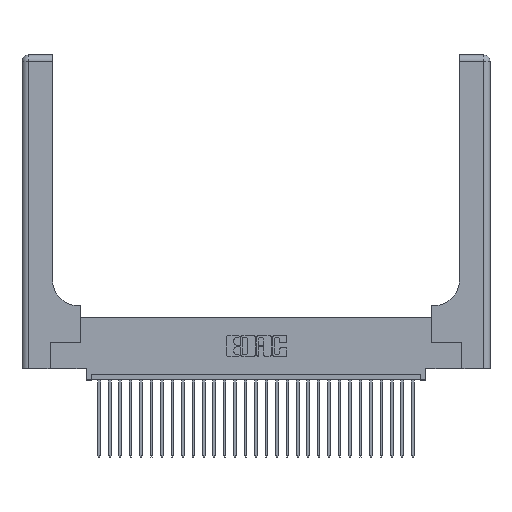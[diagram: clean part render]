
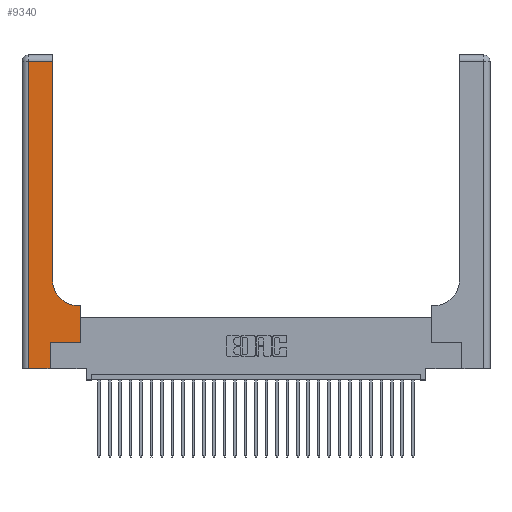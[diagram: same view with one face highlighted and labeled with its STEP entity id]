
A CAD part, top view. The second image highlights one B-rep face of the part: STEP entity #9340.
In plain terms, the highlighted planar face has unit normal (0, 0, 1).
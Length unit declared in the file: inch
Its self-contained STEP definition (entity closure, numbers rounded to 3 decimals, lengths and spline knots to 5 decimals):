
#266 = LINE ( 'NONE', #1692, #7525 ) ;
#614 = VERTEX_POINT ( 'NONE', #17921 ) ;
#911 = LINE ( 'NONE', #10520, #25362 ) ;
#1692 = CARTESIAN_POINT ( 'NONE',  ( 0.06, 3., 0.37 ) ) ;
#1705 = LINE ( 'NONE', #24854, #19546 ) ;
#2164 = LINE ( 'NONE', #4082, #27649 ) ;
#2178 = LINE ( 'NONE', #15793, #19239 ) ;
#2243 = CARTESIAN_POINT ( 'NONE',  ( 0.2915, 2.94, 0.37 ) ) ;
#2299 = ORIENTED_EDGE ( 'NONE', *, *, #22870, .T. ) ;
#2306 = VECTOR ( 'NONE', #18679, 39.37008 ) ;
#2324 = ORIENTED_EDGE ( 'NONE', *, *, #4128, .T. ) ;
#2508 = CARTESIAN_POINT ( 'NONE',  ( 0., 3., 0.37 ) ) ;
#3723 = CARTESIAN_POINT ( 'NONE',  ( 0., 0., 0.37 ) ) ;
#3770 = DIRECTION ( 'NONE',  ( -1., 0., 0. ) ) ;
#3829 = CARTESIAN_POINT ( 'NONE',  ( 0.2915, 0.85, 0.37 ) ) ;
#4082 = CARTESIAN_POINT ( 'NONE',  ( 0.2915, 3., 0.37 ) ) ;
#4128 = EDGE_CURVE ( 'NONE', #6267, #5584, #2164, .T. ) ;
#5386 = ORIENTED_EDGE ( 'NONE', *, *, #28615, .T. ) ;
#5509 = VERTEX_POINT ( 'NONE', #18023 ) ;
#5584 = VERTEX_POINT ( 'NONE', #2243 ) ;
#5634 = DIRECTION ( 'NONE',  ( 0., 0., -1. ) ) ;
#6267 = VERTEX_POINT ( 'NONE', #3829 ) ;
#6359 = CARTESIAN_POINT ( 'NONE',  ( 0.5585, 0.25, 0.37 ) ) ;
#7457 = EDGE_CURVE ( 'NONE', #614, #18313, #10816, .T. ) ;
#7525 = VECTOR ( 'NONE', #13045, 39.37008 ) ;
#7578 = ORIENTED_EDGE ( 'NONE', *, *, #11517, .T. ) ;
#7629 = VERTEX_POINT ( 'NONE', #13597 ) ;
#8964 = CIRCLE ( 'NONE', #25676, 0.25 ) ;
#9340 = ADVANCED_FACE ( 'NONE', ( #26063 ), #20359, .F. ) ;
#9906 = DIRECTION ( 'NONE',  ( 0., 0., -1. ) ) ;
#10520 = CARTESIAN_POINT ( 'NONE',  ( 0.269, 0., 0.37 ) ) ;
#10816 = LINE ( 'NONE', #3723, #11894 ) ;
#11405 = LINE ( 'NONE', #6359, #2306 ) ;
#11517 = EDGE_CURVE ( 'NONE', #28561, #7629, #11405, .T. ) ;
#11894 = VECTOR ( 'NONE', #17785, 39.37008 ) ;
#13045 = DIRECTION ( 'NONE',  ( 0., -1., 0. ) ) ;
#13597 = CARTESIAN_POINT ( 'NONE',  ( 0.5585, 0.6, 0.37 ) ) ;
#14000 = EDGE_LOOP ( 'NONE', ( #2324, #14440, #16089, #18871, #24116, #2299, #7578, #26214, #5386 ) ) ;
#14319 = CARTESIAN_POINT ( 'NONE',  ( 0.06, 2.94, 0.37 ) ) ;
#14440 = ORIENTED_EDGE ( 'NONE', *, *, #15483, .T. ) ;
#14776 = DIRECTION ( 'NONE',  ( -1., 0., 0. ) ) ;
#15483 = EDGE_CURVE ( 'NONE', #5584, #23489, #1705, .T. ) ;
#15573 = DIRECTION ( 'NONE',  ( 0., 1., 0. ) ) ;
#15691 = VERTEX_POINT ( 'NONE', #26119 ) ;
#15793 = CARTESIAN_POINT ( 'NONE',  ( 0.269, 0.25, 0.37 ) ) ;
#16089 = ORIENTED_EDGE ( 'NONE', *, *, #17419, .T. ) ;
#17245 = DIRECTION ( 'NONE',  ( 0., 1., 0. ) ) ;
#17419 = EDGE_CURVE ( 'NONE', #23489, #614, #266, .T. ) ;
#17765 = DIRECTION ( 'NONE',  ( -1., 0., 0. ) ) ;
#17785 = DIRECTION ( 'NONE',  ( 1., 0., 0. ) ) ;
#17921 = CARTESIAN_POINT ( 'NONE',  ( 0.06, 0., 0.37 ) ) ;
#18023 = CARTESIAN_POINT ( 'NONE',  ( 0.5415, 0.6, 0.37 ) ) ;
#18313 = VERTEX_POINT ( 'NONE', #23561 ) ;
#18679 = DIRECTION ( 'NONE',  ( 0., 1., 0. ) ) ;
#18871 = ORIENTED_EDGE ( 'NONE', *, *, #7457, .T. ) ;
#19076 = EDGE_CURVE ( 'NONE', #18313, #15691, #911, .T. ) ;
#19239 = VECTOR ( 'NONE', #29649, 39.37008 ) ;
#19546 = VECTOR ( 'NONE', #17765, 39.37008 ) ;
#20268 = AXIS2_PLACEMENT_3D ( 'NONE', #2508, #5634, #14776 ) ;
#20359 = PLANE ( 'NONE',  #20268 ) ;
#20493 = VECTOR ( 'NONE', #3770, 39.37008 ) ;
#21070 = CARTESIAN_POINT ( 'NONE',  ( 0.5585, 0.25, 0.37 ) ) ;
#21411 = EDGE_CURVE ( 'NONE', #7629, #5509, #21927, .T. ) ;
#21927 = LINE ( 'NONE', #29823, #20493 ) ;
#22870 = EDGE_CURVE ( 'NONE', #15691, #28561, #2178, .T. ) ;
#23489 = VERTEX_POINT ( 'NONE', #14319 ) ;
#23561 = CARTESIAN_POINT ( 'NONE',  ( 0.269, 0., 0.37 ) ) ;
#24116 = ORIENTED_EDGE ( 'NONE', *, *, #19076, .T. ) ;
#24250 = CARTESIAN_POINT ( 'NONE',  ( 0.5415, 0.85, 0.37 ) ) ;
#24854 = CARTESIAN_POINT ( 'NONE',  ( 0., 2.94, 0.37 ) ) ;
#25362 = VECTOR ( 'NONE', #17245, 39.37008 ) ;
#25676 = AXIS2_PLACEMENT_3D ( 'NONE', #24250, #9906, #28760 ) ;
#26063 = FACE_OUTER_BOUND ( 'NONE', #14000, .T. ) ;
#26119 = CARTESIAN_POINT ( 'NONE',  ( 0.269, 0.25, 0.37 ) ) ;
#26214 = ORIENTED_EDGE ( 'NONE', *, *, #21411, .T. ) ;
#27649 = VECTOR ( 'NONE', #15573, 39.37008 ) ;
#28561 = VERTEX_POINT ( 'NONE', #21070 ) ;
#28615 = EDGE_CURVE ( 'NONE', #5509, #6267, #8964, .T. ) ;
#28760 = DIRECTION ( 'NONE',  ( 1., 0., 0. ) ) ;
#29649 = DIRECTION ( 'NONE',  ( 1., 0., 0. ) ) ;
#29823 = CARTESIAN_POINT ( 'NONE',  ( 0.2915, 0.6, 0.37 ) ) ;
